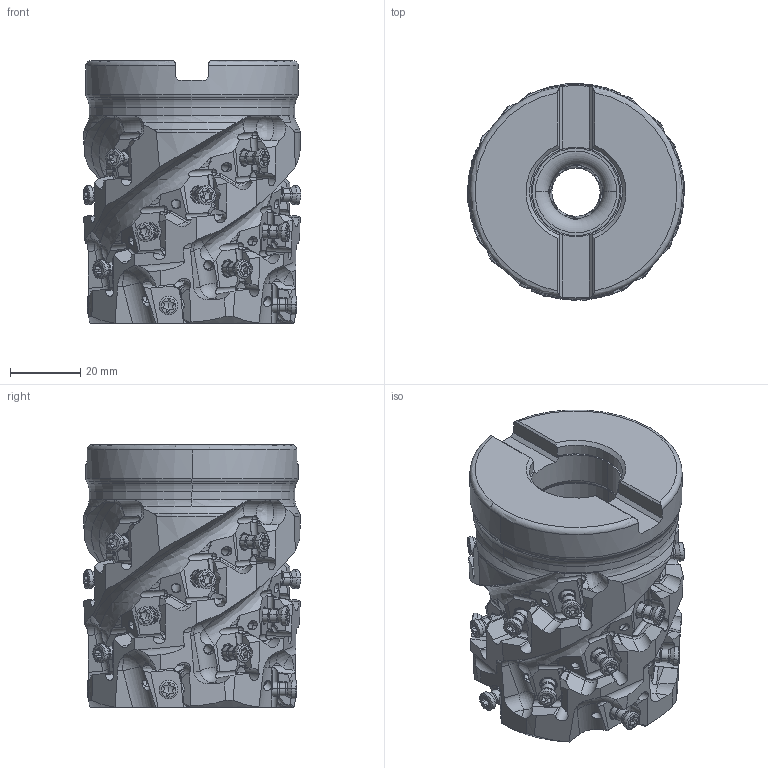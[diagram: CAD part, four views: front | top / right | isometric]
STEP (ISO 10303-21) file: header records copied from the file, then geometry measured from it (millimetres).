
FILE_DESCRIPTION(/* description */ (''),/* implementation_level */ '2;1');
FILE_NAME(/* name */ 'VPX300UR2_5004AA2020.stp',/* time_stamp */ '2021-06-22T11:13:28+09:00',/* author */ (''),/* organization */ (''),/* preprocessor_version */ 'ST-DEVELOPER v16',/* originating_system */ 'SIEMENS PLM Software NX 10.0',/* authorisation */ '');
FILE_SCHEMA (('AUTOMOTIVE_DESIGN { 1 0 10303 214 3 1 1 1 }'));
Products named in the file (1): VPX300UR2_5004AA2020_ASM
Bounding box: 61.81 x 61.81 x 74.6 mm (x, y, z)
Volume: 146089.3 mm3; surface area: 37268 mm2
Topology: 21 solids, 21 shells, 2268 faces, 6307 edges, 4058 vertices
Faces by surface type: cylinder 1040, plane 594, cone 236, torus 168, sphere 164, extrusion 44, bspline 22
Entity records: 91546 total; most frequent: CARTESIAN_POINT 34347, ORIENTED_EDGE 12342, DIRECTION 11568, EDGE_CURVE 6171, AXIS2_PLACEMENT_3D 4685, VERTEX_POINT 4035, EDGE_LOOP 2400, ADVANCED_FACE 2268
